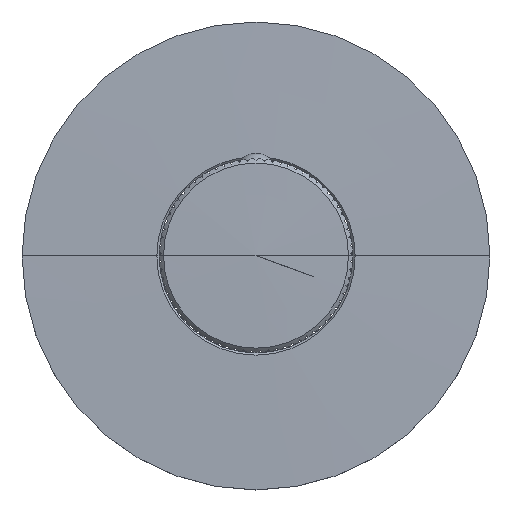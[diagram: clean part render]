
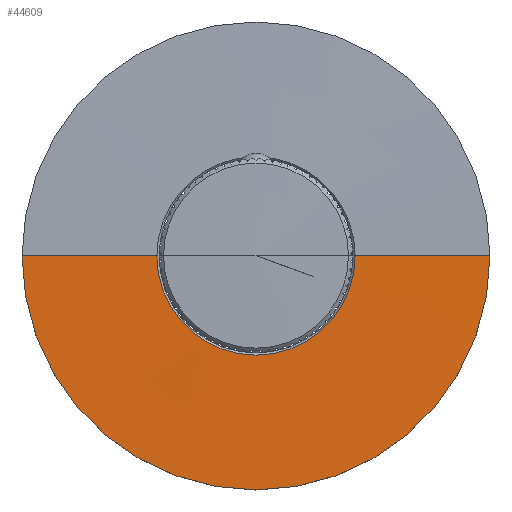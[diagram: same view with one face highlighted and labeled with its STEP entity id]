
A CAD part, top view. The second image highlights one B-rep face of the part: STEP entity #44609.
In plain terms, the highlighted conical face has half-angle 89 degrees and reference radius 39.154 mm.
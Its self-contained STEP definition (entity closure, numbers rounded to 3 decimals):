
#44146=CARTESIAN_POINT('',(0.,0.,54.053));
#44147=DIRECTION('',(0.,0.,1.));
#44148=DIRECTION('',(-1.,0.,0.));
#44149=AXIS2_PLACEMENT_3D('',#44146,#44147,#44148);
#44151=DIRECTION('',(-1.,0.,0.017));
#44152=VECTOR('',#44151,31.696);
#44153=CARTESIAN_POINT('',(55.,0.,53.5));
#44154=LINE('',#44153,#44152);
#44155=CARTESIAN_POINT('',(0.,0.,53.5));
#44156=DIRECTION('',(0.,0.,1.));
#44157=DIRECTION('',(-1.,0.,0.));
#44158=AXIS2_PLACEMENT_3D('',#44155,#44156,#44157);
#44160=DIRECTION('',(1.,0.,0.017));
#44161=VECTOR('',#44160,31.696);
#44162=CARTESIAN_POINT('',(-55.,0.,53.5));
#44163=LINE('',#44162,#44161);
#44291=CARTESIAN_POINT('',(-55.,0.,53.5));
#44293=VERTEX_POINT('',#44291);
#44303=CARTESIAN_POINT('',(55.,0.,53.5));
#44305=VERTEX_POINT('',#44303);
#44334=CARTESIAN_POINT('',(23.309,0.,
54.053));
#44335=CARTESIAN_POINT('',(-23.309,0.,54.053));
#44336=VERTEX_POINT('',#44334);
#44337=VERTEX_POINT('',#44335);
#44595=CARTESIAN_POINT('',(0.,0.,53.777));
#44596=DIRECTION('',(0.,0.,-1.));
#44597=DIRECTION('',(1.,0.,0.));
#44598=AXIS2_PLACEMENT_3D('',#44595,#44596,#44597);
#44599=CONICAL_SURFACE('',#44598,39.154,89.);
#44601=ORIENTED_EDGE('',*,*,#44600,.T.);
#44603=ORIENTED_EDGE('',*,*,#44602,.F.);
#44604=ORIENTED_EDGE('',*,*,#44581,.F.);
#44606=ORIENTED_EDGE('',*,*,#44605,.T.);
#44607=EDGE_LOOP('',(#44601,#44603,#44604,#44606));
#44608=FACE_OUTER_BOUND('',#44607,.F.);
#44609=ADVANCED_FACE('',(#44608),#44599,.T.);
#44150=CIRCLE('',#44149,23.309);
#44159=CIRCLE('',#44158,55.);
#44581=EDGE_CURVE('',#44293,#44305,#44159,.T.);
#44600=EDGE_CURVE('',#44337,#44336,#44150,.T.);
#44602=EDGE_CURVE('',#44305,#44336,#44154,.T.);
#44605=EDGE_CURVE('',#44293,#44337,#44163,.T.);
